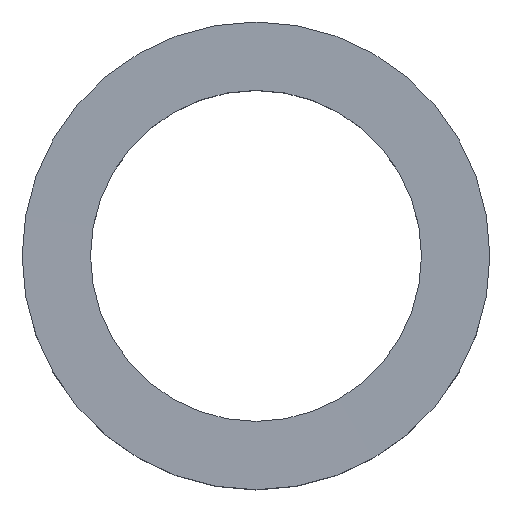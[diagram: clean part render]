
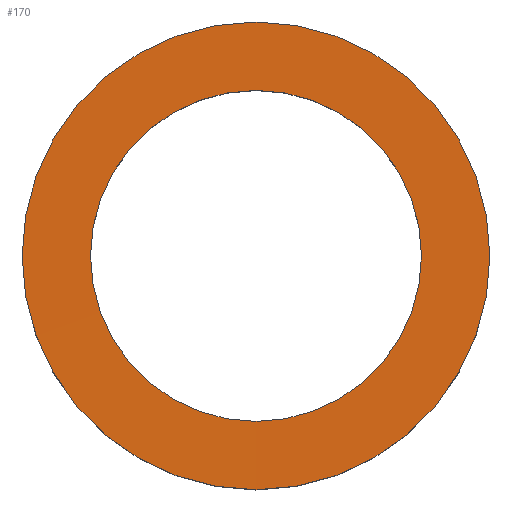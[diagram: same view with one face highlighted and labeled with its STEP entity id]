
A CAD part, top view. The second image highlights one B-rep face of the part: STEP entity #170.
In plain terms, the highlighted conical face has half-angle 89.935 degrees and reference radius 17.518 mm.
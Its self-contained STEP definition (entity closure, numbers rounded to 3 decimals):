
#30=FACE_OUTER_BOUND('',#43,.T.);
#43=EDGE_LOOP('',(#133,#134,#135,#136));
#54=LINE('',#312,#62);
#62=VECTOR('',#258,17.518);
#67=CIRCLE('',#202,14.518);
#73=CIRCLE('',#212,20.518);
#81=VERTEX_POINT('',#291);
#86=VERTEX_POINT('',#308);
#93=EDGE_CURVE('',#81,#81,#67,.T.);
#101=EDGE_CURVE('',#86,#86,#73,.T.);
#103=EDGE_CURVE('',#86,#81,#54,.T.);
#133=ORIENTED_EDGE('',*,*,#101,.T.);
#134=ORIENTED_EDGE('',*,*,#103,.T.);
#135=ORIENTED_EDGE('',*,*,#93,.F.);
#136=ORIENTED_EDGE('',*,*,#103,.F.);
#161=CONICAL_SURFACE('',#213,17.518,1.57);
#170=ADVANCED_FACE('',(#30),#161,.F.);
#202=AXIS2_PLACEMENT_3D('',#292,#231,#232);
#212=AXIS2_PLACEMENT_3D('',#309,#253,#254);
#213=AXIS2_PLACEMENT_3D('',#311,#256,#257);
#231=DIRECTION('center_axis',(0.,0.,1.));
#232=DIRECTION('ref_axis',(1.,0.,0.));
#253=DIRECTION('center_axis',(0.,0.,1.));
#254=DIRECTION('ref_axis',(1.,0.,0.));
#256=DIRECTION('center_axis',(0.,0.,1.));
#257=DIRECTION('ref_axis',(1.,0.,0.));
#258=DIRECTION('',(1.,0.,-0.001));
#291=CARTESIAN_POINT('',(-14.518,0.,5.727));
#292=CARTESIAN_POINT('Origin',(0.,0.,5.727));
#308=CARTESIAN_POINT('',(-20.518,0.,5.733));
#309=CARTESIAN_POINT('Origin',(0.,0.,5.733));
#311=CARTESIAN_POINT('Origin',(0.,0.,5.73));
#312=CARTESIAN_POINT('',(-17.518,0.,5.73));
